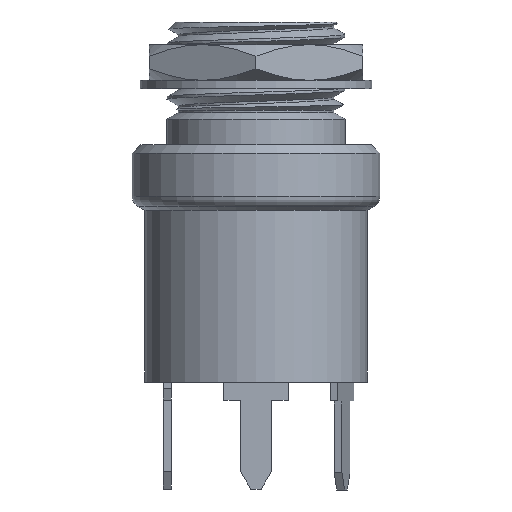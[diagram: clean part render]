
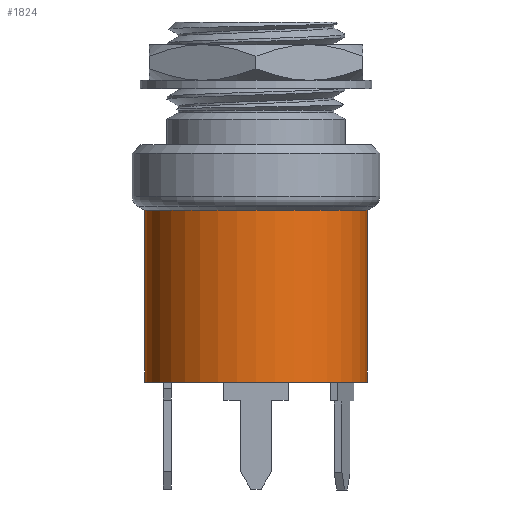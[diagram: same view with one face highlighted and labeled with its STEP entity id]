
A CAD part, front view. The second image highlights one B-rep face of the part: STEP entity #1824.
In plain terms, the highlighted cylindrical face has radius 4.944 mm (diameter 9.887 mm), a full revolution.
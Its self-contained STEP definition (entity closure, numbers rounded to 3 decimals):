
#172=FACE_OUTER_BOUND('',#279,.T.);
#279=EDGE_LOOP('',(#1318,#1319,#1320,#1321,#1322));
#433=CIRCLE('',#1968,4.944);
#434=CIRCLE('',#1969,4.944);
#435=CIRCLE('',#1970,4.944);
#486=LINE('',#3652,#631);
#631=VECTOR('',#2196,4.944);
#816=VERTEX_POINT('',#3649);
#817=VERTEX_POINT('',#3651);
#818=VERTEX_POINT('',#3653);
#1015=EDGE_CURVE('',#816,#816,#433,.T.);
#1016=EDGE_CURVE('',#816,#817,#486,.T.);
#1017=EDGE_CURVE('',#818,#817,#434,.T.);
#1018=EDGE_CURVE('',#817,#818,#435,.T.);
#1318=ORIENTED_EDGE('',*,*,#1015,.F.);
#1319=ORIENTED_EDGE('',*,*,#1016,.T.);
#1320=ORIENTED_EDGE('',*,*,#1017,.F.);
#1321=ORIENTED_EDGE('',*,*,#1018,.F.);
#1322=ORIENTED_EDGE('',*,*,#1016,.F.);
#1798=CYLINDRICAL_SURFACE('',#1967,4.944);
#1824=ADVANCED_FACE('',(#172),#1798,.T.);
#1967=AXIS2_PLACEMENT_3D('',#3648,#2192,#2193);
#1968=AXIS2_PLACEMENT_3D('',#3650,#2194,#2195);
#1969=AXIS2_PLACEMENT_3D('',#3654,#2197,#2198);
#1970=AXIS2_PLACEMENT_3D('',#3655,#2199,#2200);
#2192=DIRECTION('center_axis',(0.,0.,
-1.));
#2193=DIRECTION('ref_axis',(0.,-1.,0.));
#2194=DIRECTION('center_axis',(0.,0.,
-1.));
#2195=DIRECTION('ref_axis',(0.,-1.,0.));
#2196=DIRECTION('',(0.,0.,1.));
#2197=DIRECTION('center_axis',(0.,0.,
1.));
#2198=DIRECTION('ref_axis',(1.,0.,0.));
#2199=DIRECTION('center_axis',(0.,0.,
1.));
#2200=DIRECTION('ref_axis',(1.,0.,0.));
#3648=CARTESIAN_POINT('Origin',(0.,0.,
20.464));
#3649=CARTESIAN_POINT('',(0.,4.944,0.));
#3650=CARTESIAN_POINT('Origin',(0.,0.,0.));
#3651=CARTESIAN_POINT('',(0.,4.944,7.645));
#3652=CARTESIAN_POINT('',(0.,4.944,20.464));
#3653=CARTESIAN_POINT('',(-4.944,0.,7.645));
#3654=CARTESIAN_POINT('Origin',(0.,0.,
7.645));
#3655=CARTESIAN_POINT('Origin',(0.,0.,
7.645));
